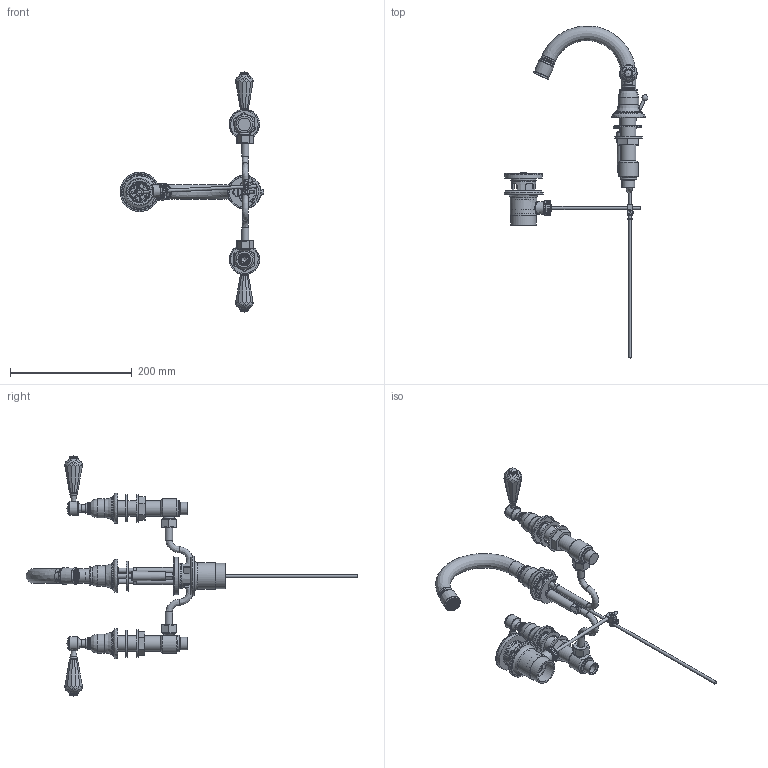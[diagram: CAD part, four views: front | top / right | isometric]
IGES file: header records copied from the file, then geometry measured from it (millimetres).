
Global section: file name: V2K16-SC SB; native system: Autodesk Inventor 2018; preprocessor: unknown; author: adaniels; date: 20180301.082800; units: millimetre
Bounding box: 236 x 544.28 x 393.82 mm (x, y, z)
Volume: 486574.7 mm3; surface area: 282987.3 mm2
Topology: 75 solids, 76 shells, 3701 faces, 9701 edges, 6445 vertices
Faces by surface type: bspline 3701
